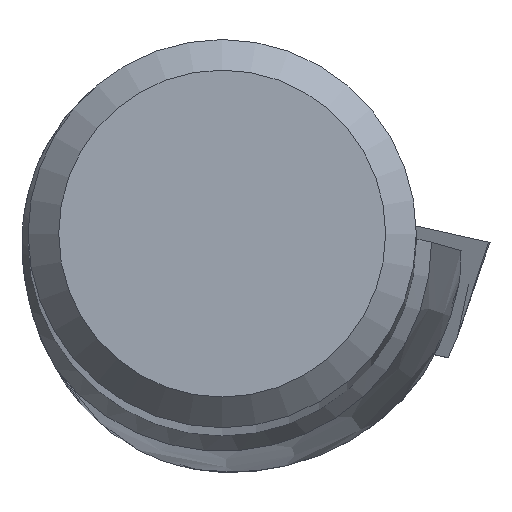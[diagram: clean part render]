
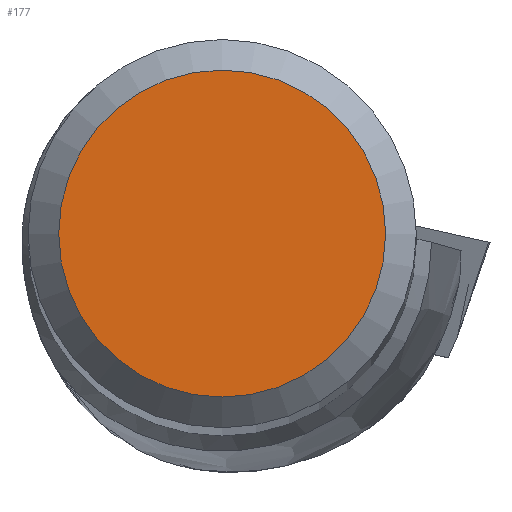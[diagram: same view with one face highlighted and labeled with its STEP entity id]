
A CAD part, top view. The second image highlights one B-rep face of the part: STEP entity #177.
In plain terms, the highlighted planar face has unit normal (0, 0, 1).
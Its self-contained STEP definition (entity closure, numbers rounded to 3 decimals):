
#145=FACE_OUTER_BOUND('',#343,.T.);
#177=ADVANCED_FACE('',(#145),#203,.T.);
#203=PLANE('',#786);
#343=EDGE_LOOP('',(#440));
#440=ORIENTED_EDGE('',*,*,#622,.F.);
#558=VERTEX_POINT('',#1187);
#622=EDGE_CURVE('',#558,#558,#669,.T.);
#669=CIRCLE('',#782,2.669);
#782=AXIS2_PLACEMENT_3D('',#1186,#920,#921);
#786=AXIS2_PLACEMENT_3D('',#1192,#928,#929);
#920=DIRECTION('',(0.,0.,-1.));
#921=DIRECTION('',(-1.,0.,0.));
#928=DIRECTION('',(0.,0.,1.));
#929=DIRECTION('',(-1.,0.,0.));
#1186=CARTESIAN_POINT('',(0.,0.,0.));
#1187=CARTESIAN_POINT('',(-2.669,0.,0.));
#1192=CARTESIAN_POINT('',(0.,0.,0.));
